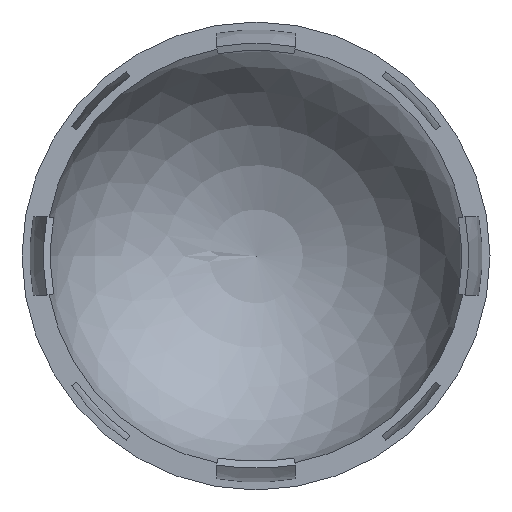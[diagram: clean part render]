
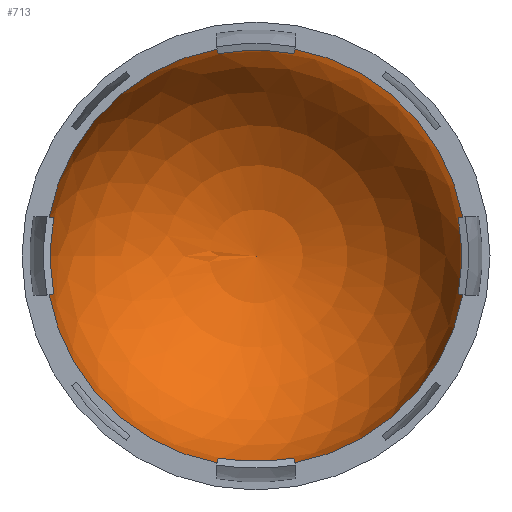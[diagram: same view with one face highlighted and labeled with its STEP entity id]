
A CAD part, top view. The second image highlights one B-rep face of the part: STEP entity #713.
In plain terms, the highlighted spherical face has radius 90 mm.
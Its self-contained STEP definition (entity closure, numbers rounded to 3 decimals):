
#49=SPHERICAL_SURFACE('',#838,90.);
#92=FACE_OUTER_BOUND('',#144,.T.);
#144=EDGE_LOOP('',(#648,#649,#650,#651));
#212=CIRCLE('',#836,90.);
#213=CIRCLE('',#837,90.);
#214=CIRCLE('',#839,90.);
#346=VERTEX_POINT('',#1308);
#347=VERTEX_POINT('',#1309);
#348=VERTEX_POINT('',#1313);
#448=EDGE_CURVE('',#346,#347,#212,.T.);
#449=EDGE_CURVE('',#347,#346,#213,.T.);
#450=EDGE_CURVE('',#348,#347,#214,.T.);
#648=ORIENTED_EDGE('',*,*,#448,.T.);
#649=ORIENTED_EDGE('',*,*,#450,.F.);
#650=ORIENTED_EDGE('',*,*,#450,.T.);
#651=ORIENTED_EDGE('',*,*,#449,.T.);
#713=ADVANCED_FACE('',(#92),#49,.F.);
#836=AXIS2_PLACEMENT_3D('',#1310,#1090,#1091);
#837=AXIS2_PLACEMENT_3D('',#1311,#1092,#1093);
#838=AXIS2_PLACEMENT_3D('',#1312,#1094,#1095);
#839=AXIS2_PLACEMENT_3D('',#1314,#1096,#1097);
#1090=DIRECTION('center_axis',(0.,0.,1.));
#1091=DIRECTION('ref_axis',(0.,-1.,0.));
#1092=DIRECTION('center_axis',(0.,0.,1.));
#1093=DIRECTION('ref_axis',(0.,-1.,0.));
#1094=DIRECTION('center_axis',(0.,0.,1.));
#1095=DIRECTION('ref_axis',(1.,0.,0.));
#1096=DIRECTION('center_axis',(0.,1.,0.));
#1097=DIRECTION('ref_axis',(-1.,0.,0.));
#1308=CARTESIAN_POINT('',(0.,90.,0.));
#1309=CARTESIAN_POINT('',(-90.,0.,0.));
#1310=CARTESIAN_POINT('Origin',(0.,0.,0.));
#1311=CARTESIAN_POINT('Origin',(0.,0.,0.));
#1312=CARTESIAN_POINT('Origin',(0.,0.,0.));
#1313=CARTESIAN_POINT('',(0.,0.,-90.));
#1314=CARTESIAN_POINT('Origin',(0.,0.,0.));
